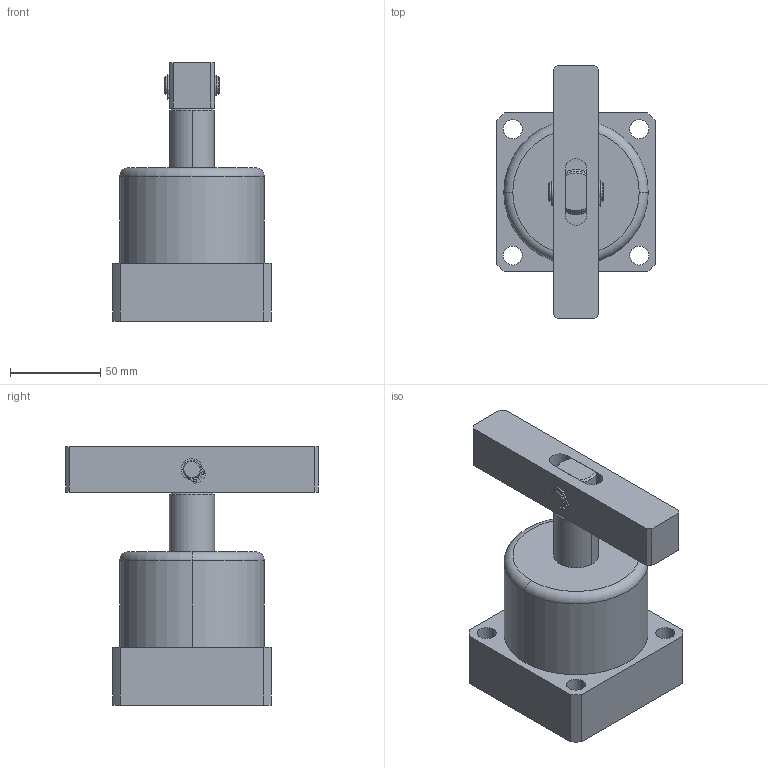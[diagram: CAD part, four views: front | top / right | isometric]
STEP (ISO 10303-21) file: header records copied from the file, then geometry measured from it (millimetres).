
FILE_DESCRIPTION (( 'STEP AP203' ), '1' );
FILE_NAME ('HNSD-63-G.STEP', '2019-10-07T01:17:11', ( '微软用户' ), ( '微软中国' ), 'SwSTEP 2.0', 'SolidWorks 2012', '' );
FILE_SCHEMA (( 'CONFIG_CONTROL_DESIGN' ));
Length unit declared in the file: millimetre
Products named in the file (6): HNSD-63-G; circlips for shaft--type a large gb_GB_CONNECTING_PIECE_RING_RRA 10; HNSD-63揤旋; HNSD-63种; HNSD-63活塞杆; HNS-63-G掛极
Assembly tree (6 placements, depth 2):
  HNSD-63-G
    HNS-63-G掛极
    HNSD-63活塞杆
    HNSD-63种
    HNSD-63揤旋
    circlips for shaft--type a large gb_GB_CONNECTING_PIECE_RING_RRA 10  x2
Bounding box: 88 x 140 x 143 mm (x, y, z)
Volume: 510058.5 mm3; surface area: 92299.8 mm2
Topology: 6 solids, 6 shells, 206 faces, 509 edges, 332 vertices
Faces by surface type: plane 88, cylinder 83, bspline 16, cone 13, torus 6
Entity records: 6877 total; most frequent: CARTESIAN_POINT 1810, DIRECTION 927, ORIENTED_EDGE 898, EDGE_CURVE 449, AXIS2_PLACEMENT_3D 337, VERTEX_POINT 292, LINE 253, VECTOR 253
